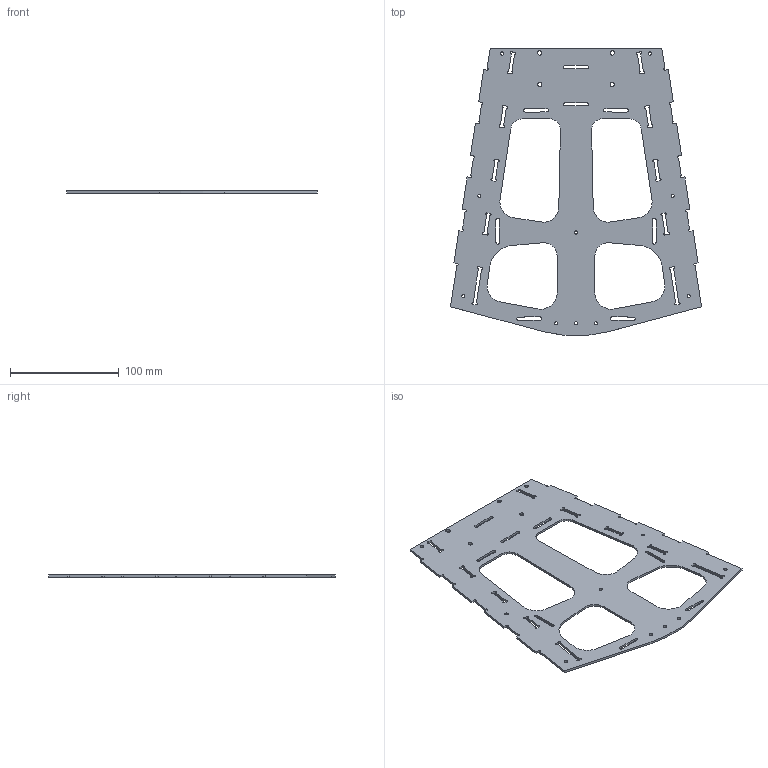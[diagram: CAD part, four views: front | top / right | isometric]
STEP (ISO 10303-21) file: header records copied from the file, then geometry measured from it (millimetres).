
FILE_DESCRIPTION(/* description */ (''),/* implementation_level */ '2;1');
FILE_NAME(/* name */ 'lower plate.step',/* time_stamp */ '2018-01-13T14:28:04-05:00',/* author */ (''),/* organization */ (''),/* preprocessor_version */ 'ST-DEVELOPER v16.13',/* originating_system */ 'Autodesk Translation Framework v6.5.0.72',/* authorisation */ '');
FILE_SCHEMA (('AUTOMOTIVE_DESIGN { 1 0 10303 214 3 1 1 }'));
Length unit declared in the file: millimetre
Products named in the file (1): lower plate
Bounding box: 230.84 x 263.94 x 2 mm (x, y, z)
Volume: 66250.9 mm3; surface area: 72270.6 mm2
Topology: 1 solids, 1 shells, 220 faces, 654 edges, 436 vertices
Faces by surface type: plane 115, cylinder 99, bspline 6
Full cylindrical faces by diameter (mm): 3 x10
Entity records: 7674 total; most frequent: CARTESIAN_POINT 1397, ORIENTED_EDGE 1308, DIRECTION 1294, EDGE_CURVE 654, LINE 444, VECTOR 444, VERTEX_POINT 436, AXIS2_PLACEMENT_3D 425
